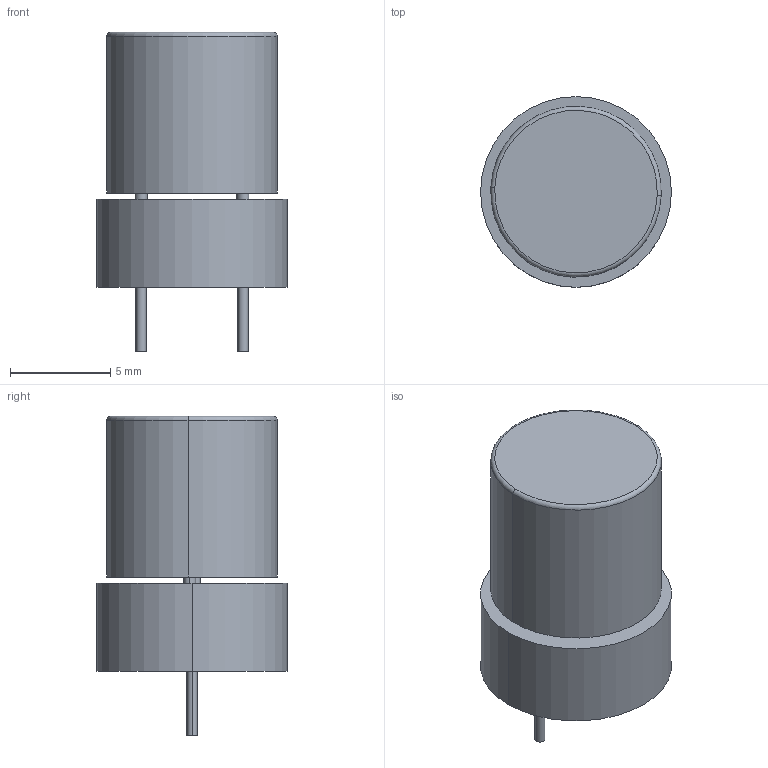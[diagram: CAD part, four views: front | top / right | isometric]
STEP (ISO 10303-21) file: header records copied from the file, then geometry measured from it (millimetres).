
FILE_DESCRIPTION (( 'STEP AP214' ), '1' );
FILE_NAME ('User Library-FuseTR5_support.STEP', '2017-01-02T12:00:35', ( 'Windows User' ), ( '' ), 'SwSTEP 2.0', 'SolidWorks 2017', '' );
FILE_SCHEMA (( 'AUTOMOTIVE_DESIGN' ));
Length unit declared in the file: millimetre
Products named in the file (3): User Library-FuseTR5_support_FuseTR5_D‚faut; User Library-FuseTR5_support_supportTR5_D‚faut; User Library-FuseTR5_support
Assembly tree (2 placements, depth 2):
  User Library-FuseTR5_support
    User Library-FuseTR5_support_supportTR5_D‚faut
    User Library-FuseTR5_support_FuseTR5_D‚faut
Bounding box: 9.5 x 9.5 x 15.9 mm (x, y, z)
Volume: 762.3 mm3; surface area: 641.2 mm2
Topology: 2 solids, 2 shells, 28 faces, 52 edges, 34 vertices
Faces by surface type: cylinder 16, plane 10, torus 2
Entity records: 936 total; most frequent: DIRECTION 154, CARTESIAN_POINT 119, ORIENTED_EDGE 104, AXIS2_PLACEMENT_3D 69, EDGE_CURVE 52, CIRCLE 36, EDGE_LOOP 34, VERTEX_POINT 34
